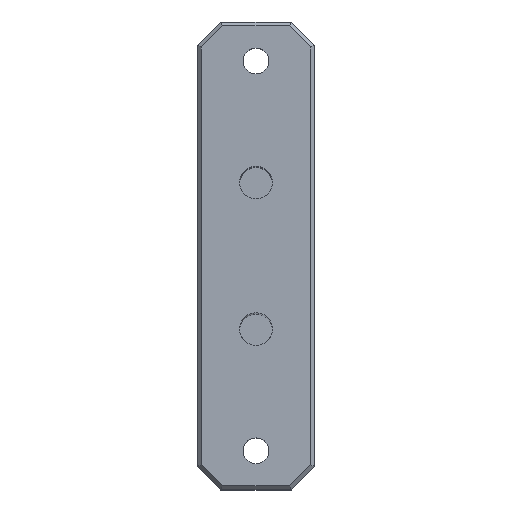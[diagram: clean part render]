
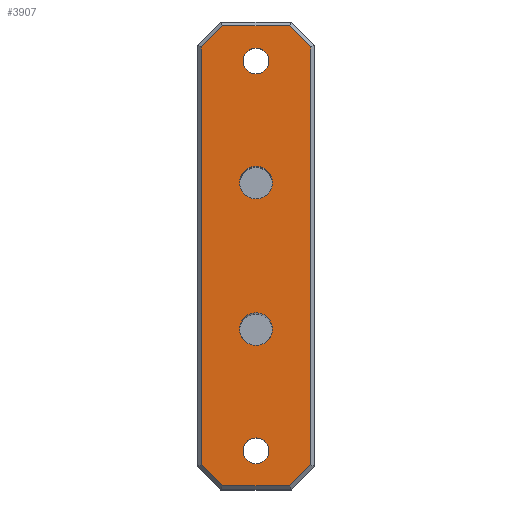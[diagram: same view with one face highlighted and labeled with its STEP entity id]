
A CAD part, top view. The second image highlights one B-rep face of the part: STEP entity #3907.
In plain terms, the highlighted planar face has unit normal (0, 0, 1).
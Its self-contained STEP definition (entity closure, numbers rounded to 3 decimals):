
#122=FACE_BOUND('',#529,.T.);
#123=FACE_BOUND('',#530,.T.);
#124=FACE_BOUND('',#531,.T.);
#125=FACE_BOUND('',#532,.T.);
#147=CIRCLE('',#4194,1.65);
#148=CIRCLE('',#4195,2.1);
#149=CIRCLE('',#4196,2.1);
#150=CIRCLE('',#4197,1.65);
#271=FACE_OUTER_BOUND('',#528,.T.);
#528=EDGE_LOOP('',(#2663,#2664,#2665,#2666,#2667,#2668,#2669,#2670));
#529=EDGE_LOOP('',(#2671));
#530=EDGE_LOOP('',(#2672));
#531=EDGE_LOOP('',(#2673));
#532=EDGE_LOOP('',(#2674));
#783=LINE('',#5779,#1229);
#787=LINE('',#5787,#1233);
#790=LINE('',#5793,#1236);
#793=LINE('',#5799,#1239);
#796=LINE('',#5805,#1242);
#800=LINE('',#5813,#1246);
#803=LINE('',#5819,#1249);
#806=LINE('',#5823,#1252);
#1229=VECTOR('',#4559,10.);
#1233=VECTOR('',#4565,10.);
#1236=VECTOR('',#4570,10.);
#1239=VECTOR('',#4575,10.);
#1242=VECTOR('',#4580,10.);
#1246=VECTOR('',#4586,10.);
#1249=VECTOR('',#4591,10.);
#1252=VECTOR('',#4596,10.);
#1675=VERTEX_POINT('',#5777);
#1676=VERTEX_POINT('',#5778);
#1679=VERTEX_POINT('',#5786);
#1681=VERTEX_POINT('',#5792);
#1683=VERTEX_POINT('',#5798);
#1685=VERTEX_POINT('',#5804);
#1688=VERTEX_POINT('',#5812);
#1690=VERTEX_POINT('',#5818);
#1730=VERTEX_POINT('',#5911);
#1731=VERTEX_POINT('',#5913);
#1732=VERTEX_POINT('',#5915);
#1733=VERTEX_POINT('',#5917);
#2003=EDGE_CURVE('',#1675,#1676,#783,.T.);
#2007=EDGE_CURVE('',#1676,#1679,#787,.T.);
#2010=EDGE_CURVE('',#1679,#1681,#790,.T.);
#2013=EDGE_CURVE('',#1681,#1683,#793,.T.);
#2016=EDGE_CURVE('',#1683,#1685,#796,.T.);
#2020=EDGE_CURVE('',#1685,#1688,#800,.T.);
#2023=EDGE_CURVE('',#1688,#1690,#803,.T.);
#2026=EDGE_CURVE('',#1690,#1675,#806,.T.);
#2070=EDGE_CURVE('',#1730,#1730,#147,.T.);
#2071=EDGE_CURVE('',#1731,#1731,#148,.T.);
#2072=EDGE_CURVE('',#1732,#1732,#149,.T.);
#2073=EDGE_CURVE('',#1733,#1733,#150,.T.);
#2663=ORIENTED_EDGE('',*,*,#2003,.F.);
#2664=ORIENTED_EDGE('',*,*,#2026,.F.);
#2665=ORIENTED_EDGE('',*,*,#2023,.F.);
#2666=ORIENTED_EDGE('',*,*,#2020,.F.);
#2667=ORIENTED_EDGE('',*,*,#2016,.F.);
#2668=ORIENTED_EDGE('',*,*,#2013,.F.);
#2669=ORIENTED_EDGE('',*,*,#2010,.F.);
#2670=ORIENTED_EDGE('',*,*,#2007,.F.);
#2671=ORIENTED_EDGE('',*,*,#2070,.T.);
#2672=ORIENTED_EDGE('',*,*,#2071,.T.);
#2673=ORIENTED_EDGE('',*,*,#2072,.T.);
#2674=ORIENTED_EDGE('',*,*,#2073,.T.);
#3749=PLANE('',#4193);
#3907=ADVANCED_FACE('',(#271,#122,#123,#124,#125),#3749,.T.);
#4193=AXIS2_PLACEMENT_3D('',#5910,#4660,#4661);
#4194=AXIS2_PLACEMENT_3D('',#5912,#4662,#4663);
#4195=AXIS2_PLACEMENT_3D('',#5914,#4664,#4665);
#4196=AXIS2_PLACEMENT_3D('',#5916,#4666,#4667);
#4197=AXIS2_PLACEMENT_3D('',#5918,#4668,#4669);
#4559=DIRECTION('',(-1.,0.,0.));
#4565=DIRECTION('',(-0.707,0.707,0.));
#4570=DIRECTION('',(0.,1.,0.));
#4575=DIRECTION('',(0.707,0.707,0.));
#4580=DIRECTION('',(1.,0.,0.));
#4586=DIRECTION('',(0.707,-0.707,0.));
#4591=DIRECTION('',(0.,-1.,0.));
#4596=DIRECTION('',(-0.707,-0.707,0.));
#4660=DIRECTION('center_axis',(0.,0.,
1.));
#4661=DIRECTION('ref_axis',(1.,0.,0.));
#4662=DIRECTION('center_axis',(0.,0.,
-1.));
#4663=DIRECTION('ref_axis',(-1.,0.,0.));
#4664=DIRECTION('center_axis',(0.,0.,
-1.));
#4665=DIRECTION('ref_axis',(-1.,0.,0.));
#4666=DIRECTION('center_axis',(0.,0.,
-1.));
#4667=DIRECTION('ref_axis',(-1.,0.,0.));
#4668=DIRECTION('center_axis',(0.,0.,
-1.));
#4669=DIRECTION('ref_axis',(0.364,0.932,0.));
#5777=CARTESIAN_POINT('',(223.693,9.798,49.362));
#5778=CARTESIAN_POINT('',(215.107,9.798,49.362));
#5779=CARTESIAN_POINT('',(223.15,9.798,49.362));
#5786=CARTESIAN_POINT('',(212.4,12.505,49.362));
#5787=CARTESIAN_POINT('',(208.879,16.027,49.362));
#5792=CARTESIAN_POINT('',(212.4,66.091,49.362));
#5793=CARTESIAN_POINT('',(212.4,24.298,49.362));
#5798=CARTESIAN_POINT('',(215.107,68.798,49.362));
#5799=CARTESIAN_POINT('',(207.379,61.07,49.362));
#5804=CARTESIAN_POINT('',(223.693,68.798,49.362));
#5805=CARTESIAN_POINT('',(215.65,68.798,49.362));
#5812=CARTESIAN_POINT('',(226.4,66.091,49.362));
#5813=CARTESIAN_POINT('',(229.922,62.57,49.362));
#5818=CARTESIAN_POINT('',(226.4,12.505,49.362));
#5819=CARTESIAN_POINT('',(226.4,54.298,49.362));
#5823=CARTESIAN_POINT('',(231.422,17.527,49.362));
#5910=CARTESIAN_POINT('Origin',(219.4,39.298,49.362));
#5911=CARTESIAN_POINT('',(221.05,14.298,49.362));
#5912=CARTESIAN_POINT('Origin',(219.4,14.298,49.362));
#5913=CARTESIAN_POINT('',(217.3,29.898,49.362));
#5914=CARTESIAN_POINT('Origin',(219.4,29.898,49.362));
#5915=CARTESIAN_POINT('',(217.3,48.698,49.362));
#5916=CARTESIAN_POINT('Origin',(219.4,48.698,49.362));
#5917=CARTESIAN_POINT('',(221.05,64.298,49.362));
#5918=CARTESIAN_POINT('Origin',(219.4,64.298,49.362));
